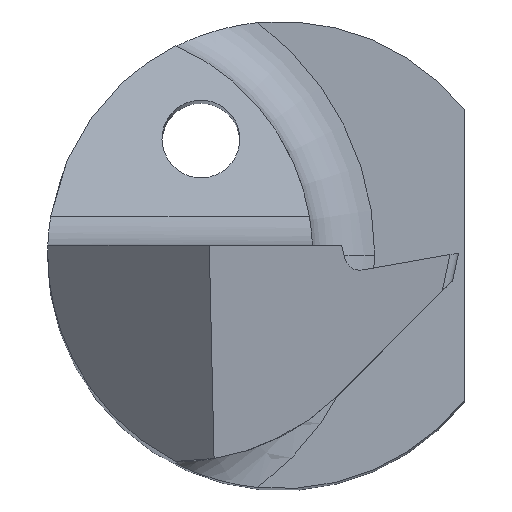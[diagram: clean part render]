
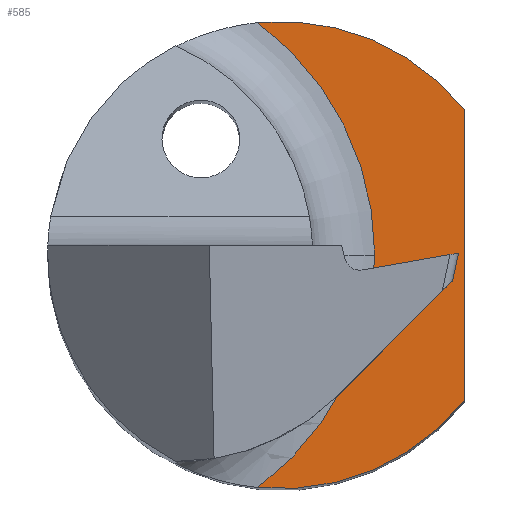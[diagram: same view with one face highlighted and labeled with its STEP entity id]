
A CAD part, top view. The second image highlights one B-rep face of the part: STEP entity #585.
In plain terms, the highlighted planar face has unit normal (0, 0, 1).
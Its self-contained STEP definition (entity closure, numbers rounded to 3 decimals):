
#27 = DIRECTION ( 'NONE',  ( 1., 0., 0. ) ) ;
#30 = VERTEX_POINT ( 'NONE', #513 ) ;
#31 = PLANE ( 'NONE',  #775 ) ;
#42 = DIRECTION ( 'NONE',  ( 1., 0., 0. ) ) ;
#51 = AXIS2_PLACEMENT_3D ( 'NONE', #947, #223, #897 ) ;
#53 = VERTEX_POINT ( 'NONE', #61 ) ;
#61 = CARTESIAN_POINT ( 'NONE',  ( 2.35, -1.865, 15.005 ) ) ;
#102 = CARTESIAN_POINT ( 'NONE',  ( 0., 0., 15.005 ) ) ;
#147 = AXIS2_PLACEMENT_3D ( 'NONE', #180, #638, #261 ) ;
#149 = VERTEX_POINT ( 'NONE', #713 ) ;
#176 = EDGE_CURVE ( 'NONE', #407, #149, #439, .T. ) ;
#177 = DIRECTION ( 'NONE',  ( 1., 0., 0. ) ) ;
#179 = EDGE_CURVE ( 'NONE', #30, #407, #227, .T. ) ;
#180 = CARTESIAN_POINT ( 'NONE',  ( -2.514, 0., 15.005 ) ) ;
#214 = EDGE_CURVE ( 'NONE', #53, #603, #976, .T. ) ;
#223 = DIRECTION ( 'NONE',  ( 0., 0., 1. ) ) ;
#227 = CIRCLE ( 'NONE', #479, 3.714 ) ;
#232 = DIRECTION ( 'NONE',  ( 0., 1., 0. ) ) ;
#261 = DIRECTION ( 'NONE',  ( 1., 0., 0. ) ) ;
#270 = AXIS2_PLACEMENT_3D ( 'NONE', #102, #454, #27 ) ;
#274 = ORIENTED_EDGE ( 'NONE', *, *, #495, .T. ) ;
#309 = ORIENTED_EDGE ( 'NONE', *, *, #176, .T. ) ;
#407 = VERTEX_POINT ( 'NONE', #881 ) ;
#416 = ORIENTED_EDGE ( 'NONE', *, *, #214, .T. ) ;
#437 = ORIENTED_EDGE ( 'NONE', *, *, #701, .T. ) ;
#439 = CIRCLE ( 'NONE', #147, 3.714 ) ;
#440 = CARTESIAN_POINT ( 'NONE',  ( 2.35, 1.865, 15.005 ) ) ;
#454 = DIRECTION ( 'NONE',  ( 0., 0., 1. ) ) ;
#460 = CIRCLE ( 'NONE', #270, 3. ) ;
#479 = AXIS2_PLACEMENT_3D ( 'NONE', #563, #786, #42 ) ;
#495 = EDGE_CURVE ( 'NONE', #603, #30, #879, .T. ) ;
#513 = CARTESIAN_POINT ( 'NONE',  ( -0.304, 2.985, 15.005 ) ) ;
#543 = CARTESIAN_POINT ( 'NONE',  ( 2.35, 1.865, 15.005 ) ) ;
#563 = CARTESIAN_POINT ( 'NONE',  ( -2.514, 0., 15.005 ) ) ;
#585 = ADVANCED_FACE ( 'NONE', ( #829 ), #31, .T. ) ;
#603 = VERTEX_POINT ( 'NONE', #543 ) ;
#638 = DIRECTION ( 'NONE',  ( 0., 0., -1. ) ) ;
#684 = VECTOR ( 'NONE', #232, 1000. ) ;
#701 = EDGE_CURVE ( 'NONE', #149, #53, #460, .T. ) ;
#711 = EDGE_LOOP ( 'NONE', ( #274, #747, #309, #437, #416 ) ) ;
#713 = CARTESIAN_POINT ( 'NONE',  ( -0.304, -2.985, 15.005 ) ) ;
#747 = ORIENTED_EDGE ( 'NONE', *, *, #179, .T. ) ;
#775 = AXIS2_PLACEMENT_3D ( 'NONE', #921, #903, #177 ) ;
#786 = DIRECTION ( 'NONE',  ( 0., 0., -1. ) ) ;
#829 = FACE_OUTER_BOUND ( 'NONE', #711, .T. ) ;
#879 = CIRCLE ( 'NONE', #51, 3. ) ;
#881 = CARTESIAN_POINT ( 'NONE',  ( 1.2, 0., 15.005 ) ) ;
#897 = DIRECTION ( 'NONE',  ( 1., 0., 0. ) ) ;
#903 = DIRECTION ( 'NONE',  ( 0., 0., 1. ) ) ;
#921 = CARTESIAN_POINT ( 'NONE',  ( -0.402, -0.122, 15.005 ) ) ;
#947 = CARTESIAN_POINT ( 'NONE',  ( 0., 0., 15.005 ) ) ;
#976 = LINE ( 'NONE', #440, #684 ) ;
